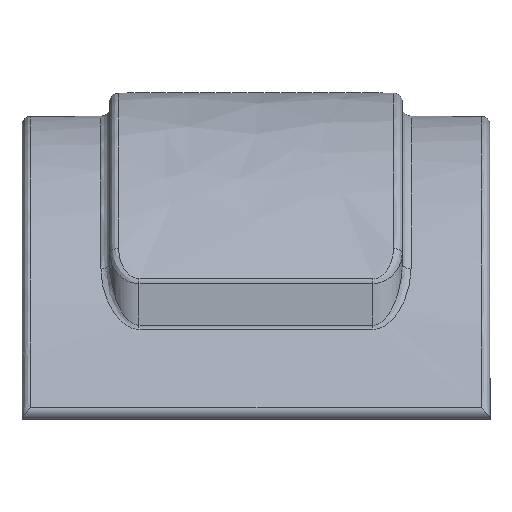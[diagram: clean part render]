
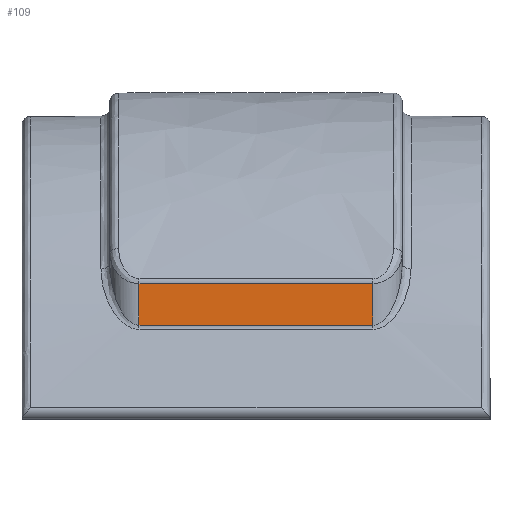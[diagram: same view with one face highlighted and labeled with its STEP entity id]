
A CAD part, left-side view. The second image highlights one B-rep face of the part: STEP entity #109.
In plain terms, the highlighted planar face has unit normal (-1, 0, 0).
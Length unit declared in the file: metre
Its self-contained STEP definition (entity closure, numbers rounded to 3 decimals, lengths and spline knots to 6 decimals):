
#109 = ADVANCED_FACE( '', ( #219 ), #220, .F. );
#219 = FACE_OUTER_BOUND( '', #4000, .T. );
#220 = PLANE( '', #4001 );
#4000 = EDGE_LOOP( '', ( #4571, #4572, #4573, #4574 ) );
#4001 = AXIS2_PLACEMENT_3D( '', #4575, #4576, #4577 );
#4571 = ORIENTED_EDGE( '', *, *, #4701, .T. );
#4572 = ORIENTED_EDGE( '', *, *, #4681, .T. );
#4573 = ORIENTED_EDGE( '', *, *, #4723, .F. );
#4574 = ORIENTED_EDGE( '', *, *, #4651, .T. );
#4575 = CARTESIAN_POINT( '', ( -0.05, 0., 0.055813 ) );
#4576 = DIRECTION( '', ( 1., 0., 0. ) );
#4577 = DIRECTION( '', ( 0., 1., 0. ) );
#4651 = EDGE_CURVE( '', #4782, #4780, #4783, .T. );
#4681 = EDGE_CURVE( '', #4760, #4822, #4824, .T. );
#4701 = EDGE_CURVE( '', #4780, #4760, #4850, .T. );
#4723 = EDGE_CURVE( '', #4782, #4822, #4874, .T. );
#4760 = VERTEX_POINT( '', #5280 );
#4780 = VERTEX_POINT( '', #5675 );
#4782 = VERTEX_POINT( '', #5677 );
#4783 = LINE( '', #5678, #5679 );
#4822 = VERTEX_POINT( '', #6511 );
#4824 = LINE( '', #6513, #6514 );
#4850 = LINE( '', #7051, #7052 );
#4874 = LINE( '', #7504, #7505 );
#5280 = CARTESIAN_POINT( '', ( -0.05, 0.02, 0.016086 ) );
#5675 = CARTESIAN_POINT( '', ( -0.05, 0.02, 0.023198 ) );
#5677 = CARTESIAN_POINT( '', ( -0.05, -0.02, 0.023198 ) );
#5678 = CARTESIAN_POINT( '', ( -0.05, 0.02, 0.023198 ) );
#5679 = VECTOR( '', #7602, 1. );
#6511 = CARTESIAN_POINT( '', ( -0.05, -0.02, 0.016086 ) );
#6513 = CARTESIAN_POINT( '', ( -0.05, 0., 0.016086 ) );
#6514 = VECTOR( '', #7621, 1. );
#7051 = CARTESIAN_POINT( '', ( -0.05, 0.02, 0.055813 ) );
#7052 = VECTOR( '', #7639, 1. );
#7504 = CARTESIAN_POINT( '', ( -0.05, -0.02, 0.055813 ) );
#7505 = VECTOR( '', #7650, 1. );
#7602 = DIRECTION( '', ( 0., 1., 0. ) );
#7621 = DIRECTION( '', ( 0., -1., 0. ) );
#7639 = DIRECTION( '', ( 0., 0., -1. ) );
#7650 = DIRECTION( '', ( 0., 0., -1. ) );
